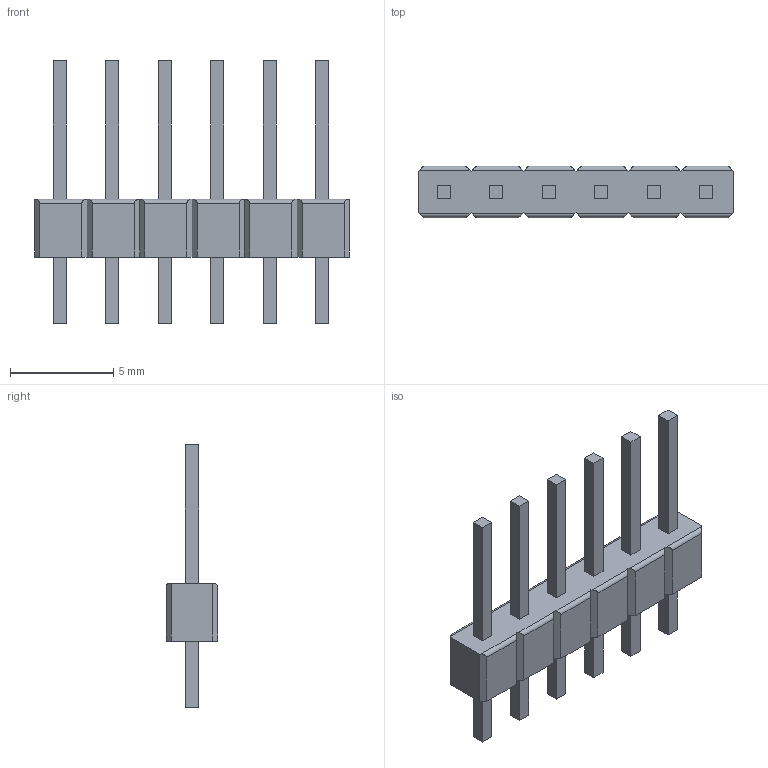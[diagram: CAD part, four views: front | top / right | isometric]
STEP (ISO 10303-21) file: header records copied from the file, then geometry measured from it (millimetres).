
FILE_DESCRIPTION((''),'2;1');
FILE_NAME('C-826629-6','2017-03-15T',('workeradm'),('Tyco Electronics Ltd.'),'CREO PARAMETRIC BY PTC INC, 2016050','CREO PARAMETRIC BY PTC INC, 2016050','');
FILE_SCHEMA(('AUTOMOTIVE_DESIGN { 1 0 10303 214 1 1 1 1 }'));
Length unit declared in the file: millimetre
Products named in the file (1): C-826629-6
Bounding box: 15.24 x 2.5 x 12.7 mm (x, y, z)
Volume: 127.9 mm3; surface area: 325.6 mm2
Topology: 1 solids, 1 shells, 112 faces, 294 edges, 196 vertices
Faces by surface type: plane 100, cylinder 12
Entity records: 3617 total; most frequent: CARTESIAN_POINT 715, ORIENTED_EDGE 588, DIRECTION 494, EDGE_CURVE 294, VECTOR 270, LINE 270, VERTEX_POINT 196, COLOUR_RGB 126
